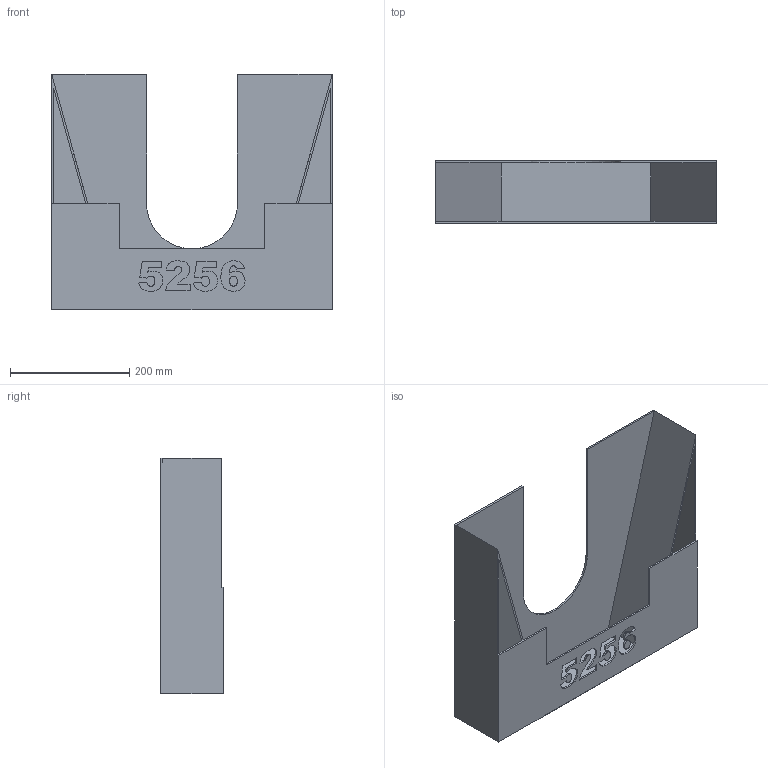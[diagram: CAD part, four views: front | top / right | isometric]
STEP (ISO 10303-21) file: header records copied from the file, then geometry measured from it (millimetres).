
FILE_DESCRIPTION(/* description */ ('Unknown'),/* implementation_level */ '2;1');
FILE_NAME(/* name */ 'Gear holder William''s drawing',/* time_stamp */ '2017-02-02T17:17:34-05:00',/* author */ ('Unknown'),/* organization */ ('Unknown'),/* preprocessor_version */ 'ST-DEVELOPER v16.7',/* originating_system */ 'DEX',/* authorisation */ $);
FILE_SCHEMA (('AUTOMOTIVE_DESIGN {1 0 10303 214 3 1 1}'));
Length unit declared in the file: millimetre
Products named in the file (1): Gear holder Carl's drawing
Bounding box: 469.9 x 104.78 x 393.75 mm (x, y, z)
Volume: 1196707.6 mm3; surface area: 810834.1 mm2
Topology: 2 solids, 2 shells, 67 faces, 184 edges, 122 vertices
Faces by surface type: plane 57, bspline 9, cylinder 1
Entity records: 3997 total; most frequent: CARTESIAN_POINT 1885, ORIENTED_EDGE 366, DIRECTION 266, EDGE_CURVE 183, LINE 144, VECTOR 144, VERTEX_POINT 122, EDGE_LOOP 77
